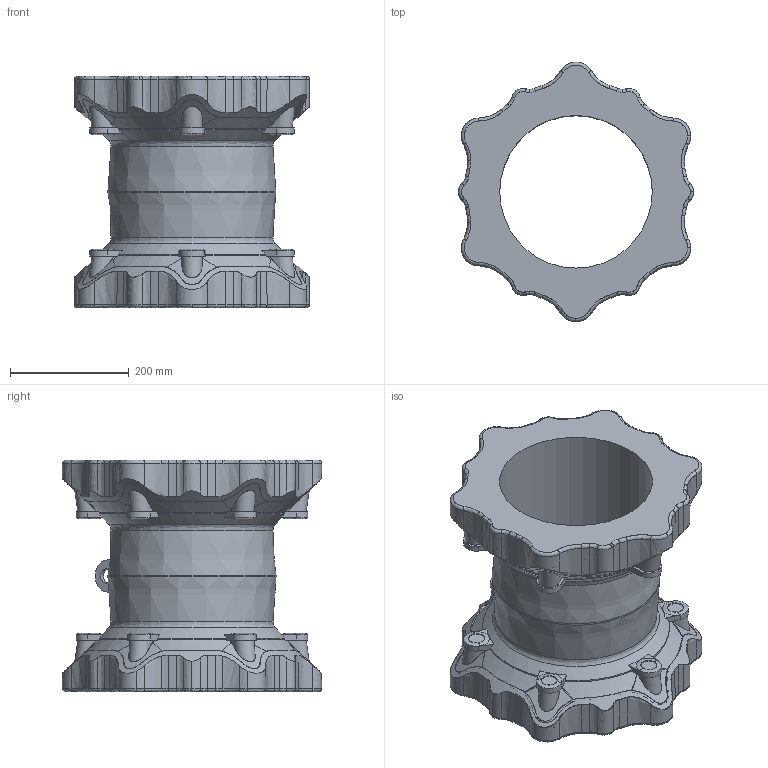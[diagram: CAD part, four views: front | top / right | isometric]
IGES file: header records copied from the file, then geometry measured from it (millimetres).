
Start section: SolidWorks IGES file using analytic representation for surfaces
Global section: file name: O_631_00_DN225_AA1_igs.igs; native system: SolidWorks 2012; preprocessor: SolidWorks 2012; author: pbm; date: 160519.094542; units: millimetre
Bounding box: 395.98 x 436.64 x 390 mm (x, y, z)
Surface area: 1142592.3 mm2 (no closed solid volume)
Topology: 0 solids, 0 shells, 854 faces, 4938 edges, 4930 vertices
Faces by surface type: revolution 663, bspline 191
